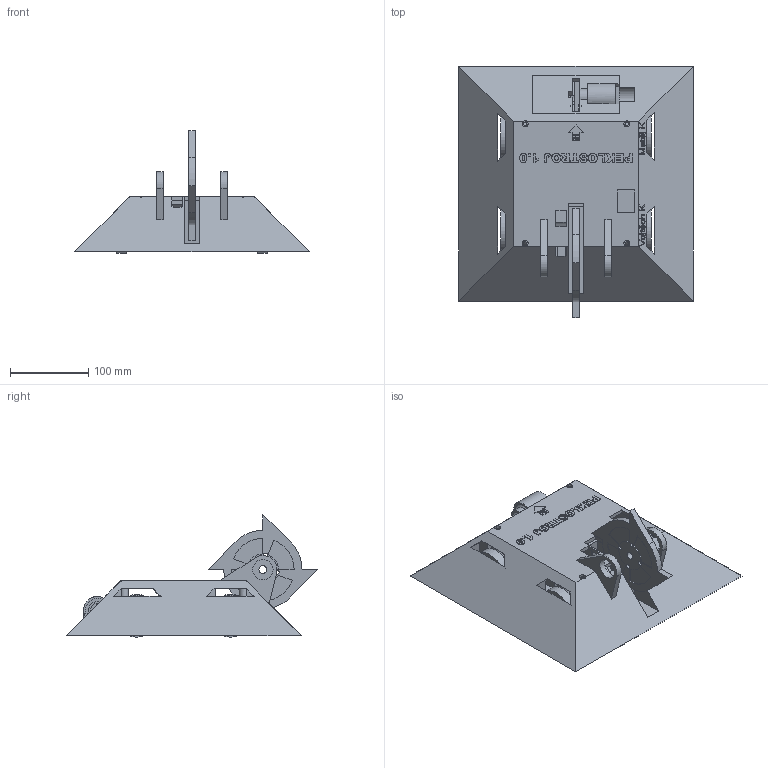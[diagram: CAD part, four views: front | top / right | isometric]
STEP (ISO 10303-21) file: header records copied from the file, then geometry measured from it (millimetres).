
FILE_DESCRIPTION(/* description */ (''),/* implementation_level */ '2;1');
FILE_NAME(/* name */ 'battlebot full 3d assembly.step',/* time_stamp */ '2026-02-28T11:38:33+01:00',/* author */ (''),/* organization */ (''),/* preprocessor_version */ 'ST-DEVELOPER v20.1',/* originating_system */ 'Autodesk Translation Framework v14.24.0.0',/* authorisation */ '');
FILE_SCHEMA (('AUTOMOTIVE_DESIGN { 1 0 10303 214 3 1 1 }'));
Length unit declared in the file: millimetre
Products named in the file (2): 2026-02-11-22-26-04-609; 2026-02-28-09-36-13-474
Assembly tree (1 placements, depth 2):
  2026-02-11-22-26-04-609
    2026-02-28-09-36-13-474
Bounding box: 300 x 321.14 x 156.35 mm (x, y, z)
Volume: 4327972.3 mm3; surface area: 720604.2 mm2
Topology: 10 solids, 10 shells, 1415 faces, 3997 edges, 2648 vertices
Faces by surface type: plane 818, bspline 446, cylinder 151
Full cylindrical faces by diameter (mm): 3 x8, 4.5 x4, 5.5 x13, 8 x1, 10 x2, 26 x4, 54 x4
Entity records: 50517 total; most frequent: CARTESIAN_POINT 16425, ORIENTED_EDGE 7994, DIRECTION 5285, EDGE_CURVE 3997, LINE 2797, VECTOR 2797, VERTEX_POINT 2648, EDGE_LOOP 1611
